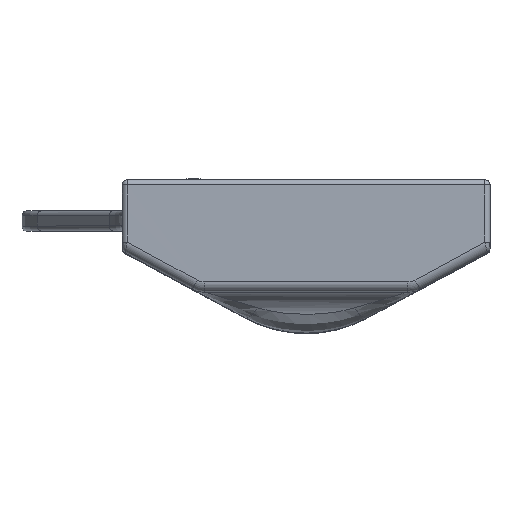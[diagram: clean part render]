
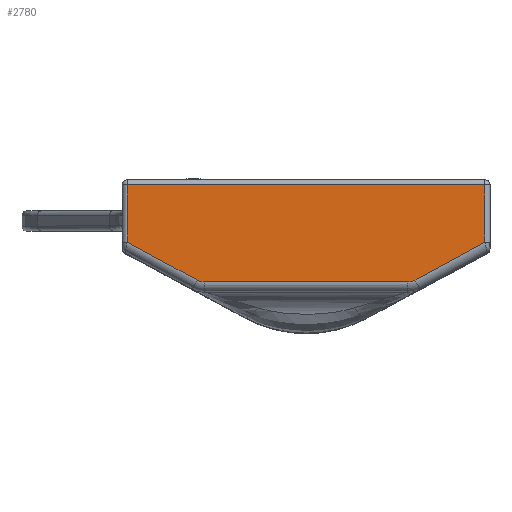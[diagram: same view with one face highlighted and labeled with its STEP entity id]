
A CAD part, top view. The second image highlights one B-rep face of the part: STEP entity #2780.
In plain terms, the highlighted planar face has unit normal (0, 0, 1).
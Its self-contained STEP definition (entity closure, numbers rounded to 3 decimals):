
#86=PLANE('',#3053);
#172=LINE('',#4802,#341);
#180=LINE('',#4836,#349);
#181=LINE('',#4838,#350);
#182=LINE('',#4839,#351);
#187=LINE('',#4919,#356);
#188=LINE('',#4921,#357);
#189=LINE('',#4923,#358);
#193=LINE('',#4937,#362);
#194=LINE('',#4941,#363);
#195=LINE('',#4944,#364);
#341=VECTOR('',#3531,10.);
#349=VECTOR('',#3573,4.113);
#350=VECTOR('',#3574,10.);
#351=VECTOR('',#3575,10.);
#356=VECTOR('',#3604,10.);
#357=VECTOR('',#3605,10.);
#358=VECTOR('',#3606,4.113);
#362=VECTOR('',#3620,7.773);
#363=VECTOR('',#3623,19.892);
#364=VECTOR('',#3626,7.773);
#579=FACE_OUTER_BOUND('',#763,.T.);
#763=EDGE_LOOP('',(#2137,#2138,#2139,#2140,#2141,#2142,#2143,#2144,#2145,
#2146,#2147,#2148));
#970=CIRCLE('',#3054,1.5);
#971=CIRCLE('',#3055,1.5);
#1253=VERTEX_POINT('',#4799);
#1254=VERTEX_POINT('',#4801);
#1262=VERTEX_POINT('',#4833);
#1263=VERTEX_POINT('',#4835);
#1264=VERTEX_POINT('',#4837);
#1272=VERTEX_POINT('',#4918);
#1273=VERTEX_POINT('',#4920);
#1274=VERTEX_POINT('',#4922);
#1279=VERTEX_POINT('',#4936);
#1280=VERTEX_POINT('',#4938);
#1281=VERTEX_POINT('',#4940);
#1282=VERTEX_POINT('',#4942);
#1548=EDGE_CURVE('',#1253,#1254,#172,.T.);
#1566=EDGE_CURVE('',#1263,#1262,#180,.T.);
#1567=EDGE_CURVE('',#1263,#1264,#181,.T.);
#1568=EDGE_CURVE('',#1264,#1253,#182,.T.);
#1580=EDGE_CURVE('',#1254,#1272,#187,.T.);
#1581=EDGE_CURVE('',#1273,#1272,#188,.T.);
#1582=EDGE_CURVE('',#1273,#1274,#189,.T.);
#1589=EDGE_CURVE('',#1279,#1262,#193,.T.);
#1590=EDGE_CURVE('',#1280,#1279,#970,.T.);
#1591=EDGE_CURVE('',#1281,#1280,#194,.T.);
#1592=EDGE_CURVE('',#1282,#1281,#971,.T.);
#1593=EDGE_CURVE('',#1274,#1282,#195,.T.);
#2137=ORIENTED_EDGE('',*,*,#1548,.F.);
#2138=ORIENTED_EDGE('',*,*,#1568,.F.);
#2139=ORIENTED_EDGE('',*,*,#1567,.F.);
#2140=ORIENTED_EDGE('',*,*,#1566,.T.);
#2141=ORIENTED_EDGE('',*,*,#1589,.F.);
#2142=ORIENTED_EDGE('',*,*,#1590,.F.);
#2143=ORIENTED_EDGE('',*,*,#1591,.F.);
#2144=ORIENTED_EDGE('',*,*,#1592,.F.);
#2145=ORIENTED_EDGE('',*,*,#1593,.F.);
#2146=ORIENTED_EDGE('',*,*,#1582,.F.);
#2147=ORIENTED_EDGE('',*,*,#1581,.T.);
#2148=ORIENTED_EDGE('',*,*,#1580,.F.);
#2780=ADVANCED_FACE('',(#579),#86,.T.);
#3053=AXIS2_PLACEMENT_3D('',#4935,#3618,#3619);
#3054=AXIS2_PLACEMENT_3D('',#4939,#3621,#3622);
#3055=AXIS2_PLACEMENT_3D('',#4943,#3624,#3625);
#3531=DIRECTION('',(1.,0.,0.));
#3573=DIRECTION('',(0.,-1.,-0.001));
#3574=DIRECTION('',(0.,1.,0.));
#3575=DIRECTION('',(0.,1.,0.));
#3604=DIRECTION('',(0.,-1.,0.));
#3605=DIRECTION('',(0.,1.,0.));
#3606=DIRECTION('',(0.,-1.,-0.001));
#3618=DIRECTION('center_axis',(0.,0.,1.));
#3619=DIRECTION('ref_axis',(1.,0.,0.));
#3620=DIRECTION('',(-0.88,0.474,0.));
#3621=DIRECTION('center_axis',(0.,0.,-1.));
#3622=DIRECTION('ref_axis',(0.,-1.,0.));
#3623=DIRECTION('',(-1.,0.,0.));
#3624=DIRECTION('center_axis',(0.,0.,-1.));
#3625=DIRECTION('ref_axis',(0.474,-0.88,0.));
#3626=DIRECTION('',(-0.88,-0.474,0.));
#4799=CARTESIAN_POINT('',(-17.5,2.,48.));
#4801=CARTESIAN_POINT('',(17.5,2.,48.));
#4802=CARTESIAN_POINT('',(9.,2.,48.));
#4833=CARTESIAN_POINT('',(-17.5,-3.633,48.));
#4835=CARTESIAN_POINT('',(-17.5,-2.5,48.001));
#4836=CARTESIAN_POINT('',(-17.5,0.48,48.003));
#4837=CARTESIAN_POINT('',(-17.5,-0.5,48.001));
#4838=CARTESIAN_POINT('',(-17.5,-2.5,48.001));
#4839=CARTESIAN_POINT('',(-17.5,0.5,48.));
#4918=CARTESIAN_POINT('',(17.5,-0.5,48.001));
#4919=CARTESIAN_POINT('',(17.5,-2.25,48.));
#4920=CARTESIAN_POINT('',(17.5,-2.5,48.001));
#4921=CARTESIAN_POINT('',(17.5,-2.5,48.001));
#4922=CARTESIAN_POINT('',(17.5,-3.633,48.));
#4923=CARTESIAN_POINT('',(17.5,0.48,48.003));
#4935=CARTESIAN_POINT('Origin',(0.,0.,48.));
#4936=CARTESIAN_POINT('',(-10.658,-7.32,48.));
#4937=CARTESIAN_POINT('',(-10.658,-7.32,48.));
#4938=CARTESIAN_POINT('',(-9.946,-7.5,48.));
#4939=CARTESIAN_POINT('Origin',(-9.946,-6.,48.));
#4940=CARTESIAN_POINT('',(9.946,-7.5,48.));
#4941=CARTESIAN_POINT('',(9.946,-7.5,48.));
#4942=CARTESIAN_POINT('',(10.658,-7.32,48.));
#4943=CARTESIAN_POINT('Origin',(9.946,-6.,48.));
#4944=CARTESIAN_POINT('',(17.5,-3.633,48.));
